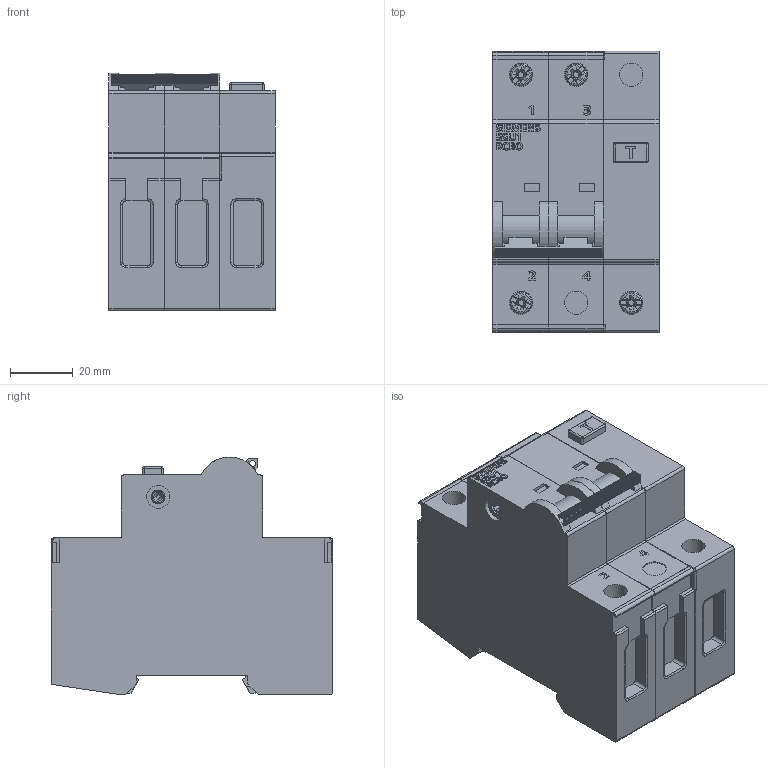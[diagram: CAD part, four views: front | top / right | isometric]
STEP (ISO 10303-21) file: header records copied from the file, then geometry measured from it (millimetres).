
FILE_DESCRIPTION(/* description */ (''),/* implementation_level */ '2;1');
FILE_NAME(/* name */ 'G_I202_XX_36875V.stp',/* time_stamp */ '2023-10-24T09:29:48+02:00',/* author */ (''),/* organization */ (''),/* preprocessor_version */ 'ST-DEVELOPER v18.101',/* originating_system */ 'SIEMENS PLM Software NX 2008',/* authorisation */ '');
FILE_SCHEMA (('AUTOMOTIVE_DESIGN { 1 0 10303 214 3 1 1 1 }'));
Length unit declared in the file: millimetre
Products named in the file (1): 5SU1_G_I202_XX_36875_S-AA_G_I202_XX_36875V_stp
Bounding box: 53 x 89.8 x 75.91 mm (x, y, z)
Volume: 268442.2 mm3; surface area: 36208.6 mm2
Topology: 6 solids, 8 shells, 1180 faces, 3009 edges, 1901 vertices
Faces by surface type: plane 620, cylinder 271, cone 96, bspline 73, torus 71, extrusion 37, revolution 8, sphere 4
Full cylindrical faces by diameter (mm): 4.4 x5, 7.4 x9
Entity records: 42177 total; most frequent: CARTESIAN_POINT 10041, ORIENTED_EDGE 5962, DIRECTION 5502, EDGE_CURVE 2981, VERTEX_POINT 1891, VECTOR 1850, AXIS2_PLACEMENT_3D 1822, LINE 1813
